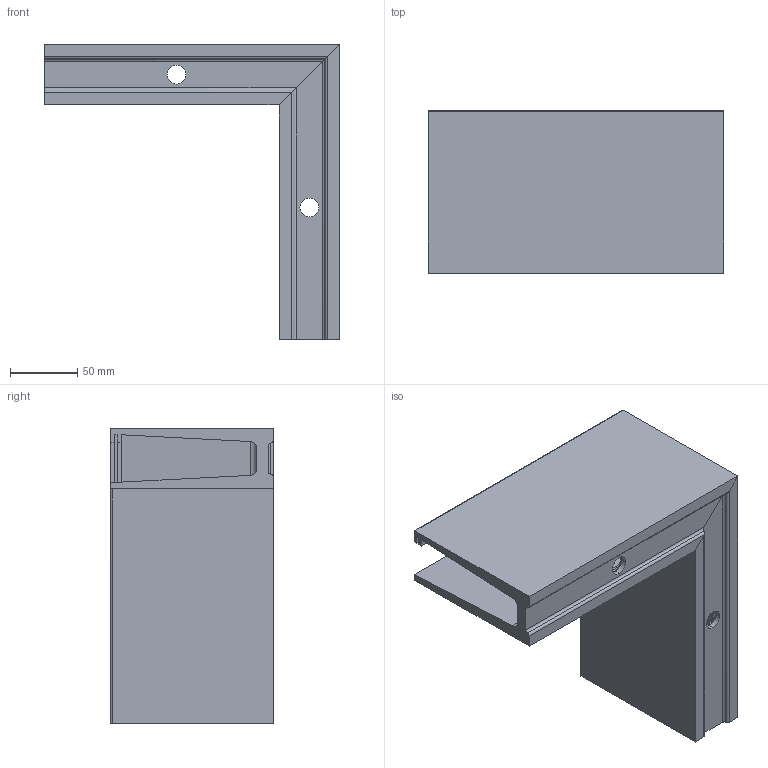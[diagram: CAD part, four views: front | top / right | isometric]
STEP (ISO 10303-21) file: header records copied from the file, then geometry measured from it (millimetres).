
FILE_DESCRIPTION (( 'STEP AP214' ), '1' );
FILE_NAME ('AL_0004-S-E-90-OUT.STEP', '2021-03-09T14:52:15', ( '' ), ( '' ), 'SwSTEP 2.0', 'SolidWorks 2019', '' );
FILE_SCHEMA (( 'AUTOMOTIVE_DESIGN' ));
Length unit declared in the file: millimetre
Products named in the file (1): AL_0004-S-E-90-OUT
Bounding box: 219 x 120.52 x 219 mm (x, y, z)
Volume: 824939.7 mm3; surface area: 224882 mm2
Topology: 1 solids, 1 shells, 64 faces, 160 edges, 96 vertices
Faces by surface type: plane 36, cylinder 24, cone 4
Entity records: 2002 total; most frequent: CARTESIAN_POINT 455, ORIENTED_EDGE 320, DIRECTION 310, EDGE_CURVE 160, LINE 112, VECTOR 112, AXIS2_PLACEMENT_3D 99, VERTEX_POINT 96
